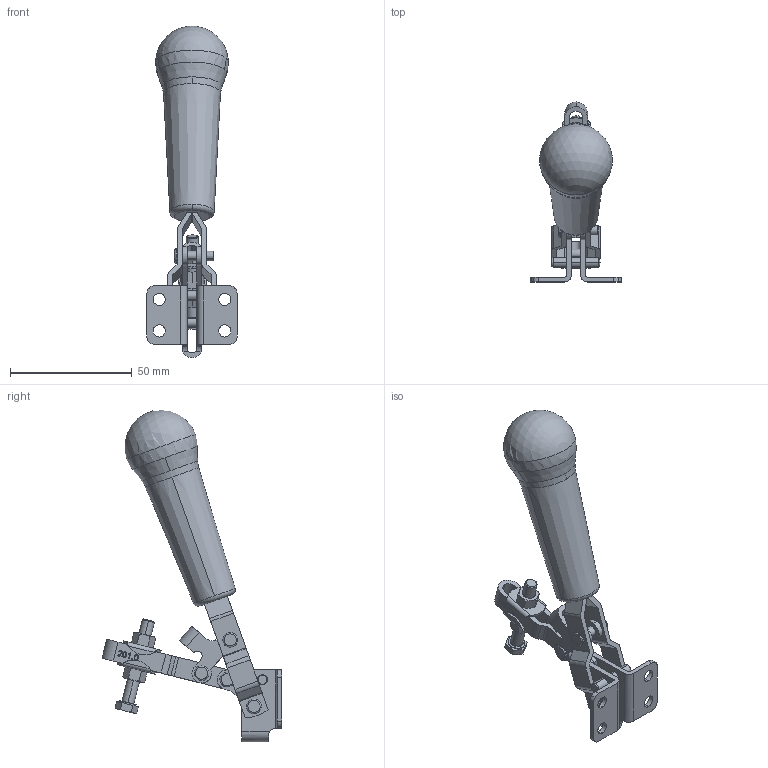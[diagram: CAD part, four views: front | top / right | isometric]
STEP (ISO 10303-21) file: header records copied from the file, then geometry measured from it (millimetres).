
FILE_DESCRIPTION((''),'2;1');
FILE_NAME('201.0-opened.stp','2005-09-27T17:55:08',('Kysilko'),(''),'Autodesk Inventor 8','Autodesk Inventor 8','');
FILE_SCHEMA(('AUTOMOTIVE_DESIGN { 1 0 10303 214 1 1 1 1 }'));
Length unit declared in the file: millimetre
Products named in the file (1): Part58
Bounding box: 37 x 73.91 x 136.13 mm (x, y, z)
Volume: 43212.8 mm3; surface area: 17635.9 mm2
Topology: 1 solids, 2 shells, 442 faces, 1210 edges, 772 vertices
Faces by surface type: plane 153, cylinder 135, bspline 84, cone 56, torus 10, sphere 4
Entity records: 16632 total; most frequent: CARTESIAN_POINT 5641, ORIENTED_EDGE 2398, DIRECTION 2223, EDGE_CURVE 1199, AXIS2_PLACEMENT_3D 825, VERTEX_POINT 771, VECTOR 573, LINE 573
